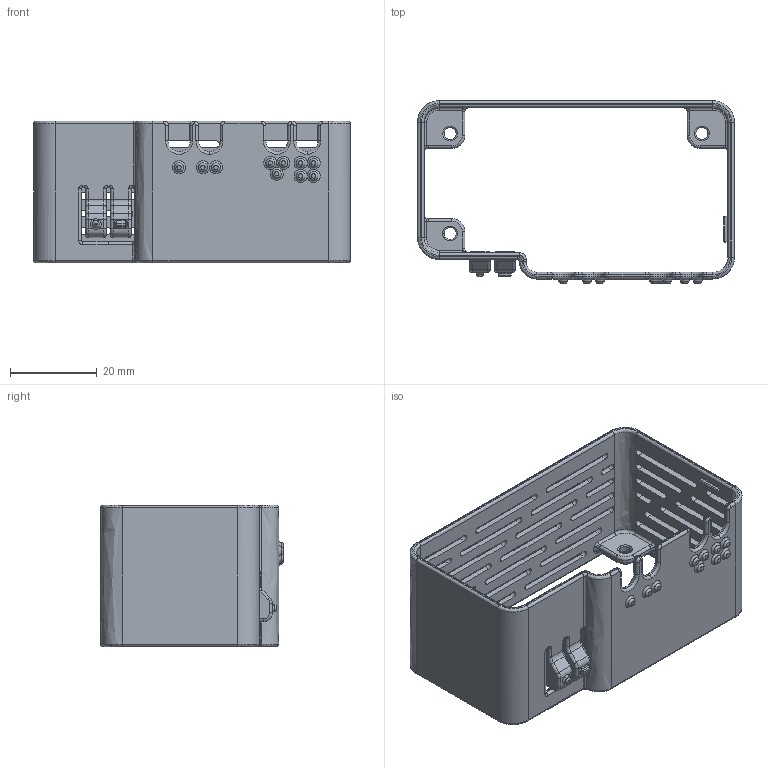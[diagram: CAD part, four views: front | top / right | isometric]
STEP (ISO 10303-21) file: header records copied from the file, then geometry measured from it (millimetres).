
FILE_DESCRIPTION(/* description */ (''),/* implementation_level */ '2;1');
FILE_NAME(/* name */ 'Case D.step',/* time_stamp */ '2023-08-14T17:36:36+01:00',/* author */ (''),/* organization */ (''),/* preprocessor_version */ 'ST-DEVELOPER v19.2',/* originating_system */ 'Autodesk Translation Framework v12.6.0.85',/* authorisation */ '');
FILE_SCHEMA (('AUTOMOTIVE_DESIGN { 1 0 10303 214 3 1 1 }'));
Length unit declared in the file: millimetre
Products named in the file (1): Case D
Bounding box: 73 x 42 x 32.6 mm (x, y, z)
Volume: 9555.1 mm3; surface area: 14734.2 mm2
Topology: 1 solids, 1 shells, 723 faces, 1834 edges, 1078 vertices
Faces by surface type: cylinder 294, plane 154, torus 139, bspline 128, sphere 8
Full cylindrical faces by diameter (mm): 1.5 x1
Entity records: 26769 total; most frequent: CARTESIAN_POINT 9479, DIRECTION 3689, ORIENTED_EDGE 3634, EDGE_CURVE 1817, AXIS2_PLACEMENT_3D 1461, VERTEX_POINT 1078, CIRCLE 856, EDGE_LOOP 787
